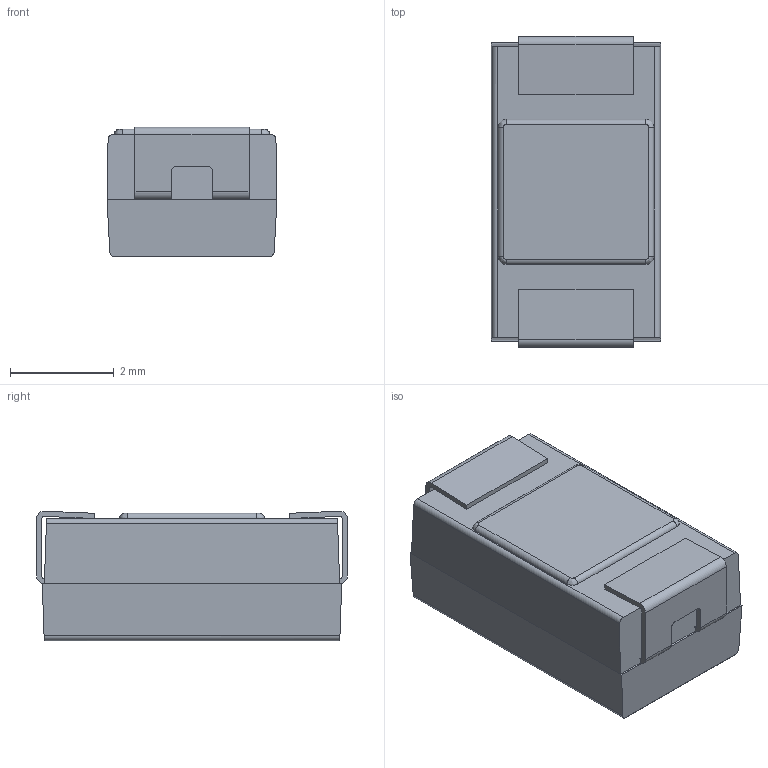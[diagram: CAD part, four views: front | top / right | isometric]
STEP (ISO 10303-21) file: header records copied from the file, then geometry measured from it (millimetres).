
FILE_DESCRIPTION(/* description */ ('KOSTKA'),/* implementation_level */ '2;1');
FILE_NAME(/* name */ 'F_series_F91_93_97_C.stp',/* time_stamp */ '2016-10-05T07:53:59+02:00',/* author */ ('KUBESL'),/* organization */ ('AVX Czech republic s.r.o.'),/* preprocessor_version */ 'ST-DEVELOPER v16.5',/* originating_system */ 'Autodesk Inventor 2017',/* authorisation */ '');
FILE_SCHEMA (('AUTOMOTIVE_DESIGN { 1 0 10303 214 3 1 1 }'));
Length unit declared in the file: millimetre
Products named in the file (1): F_series_BodyA
Bounding box: 3.28 x 6 x 2.5 mm (x, y, z)
Volume: 45.3 mm3; surface area: 98.9 mm2
Topology: 1 solids, 1 shells, 68 faces, 195 edges, 126 vertices
Faces by surface type: plane 40, cylinder 24, bspline 4
Entity records: 2333 total; most frequent: CARTESIAN_POINT 422, ORIENTED_EDGE 394, DIRECTION 385, EDGE_CURVE 195, LINE 135, VECTOR 135, VERTEX_POINT 126, AXIS2_PLACEMENT_3D 125
